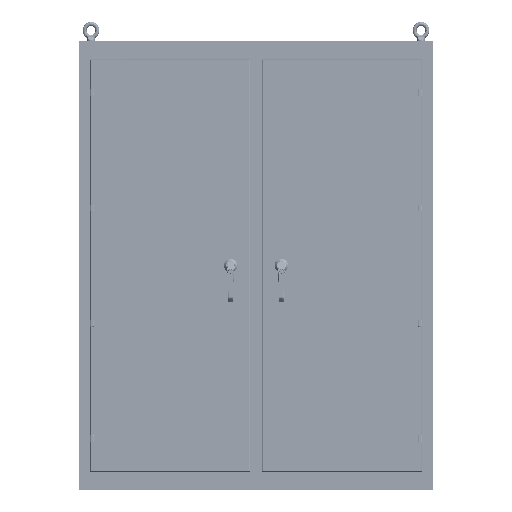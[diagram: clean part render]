
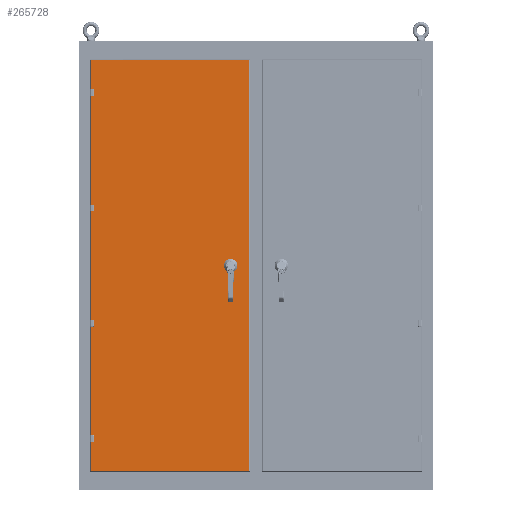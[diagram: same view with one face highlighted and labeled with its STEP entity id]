
A CAD part, top view. The second image highlights one B-rep face of the part: STEP entity #265728.
In plain terms, the highlighted planar face has unit normal (0, 0, 1).
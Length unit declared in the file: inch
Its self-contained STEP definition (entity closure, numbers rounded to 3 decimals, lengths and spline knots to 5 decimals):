
#15471 = VERTEX_POINT ( 'NONE', #88435 ) ;
#29356 = EDGE_CURVE ( 'NONE', #120431, #70006, #238682, .T. ) ;
#47165 = DIRECTION ( 'NONE',  ( 0., 0., 1. ) ) ;
#50591 = DIRECTION ( 'NONE',  ( 0., 0., -1. ) ) ;
#58652 = EDGE_CURVE ( 'NONE', #70006, #15471, #263602, .T. ) ;
#65152 = EDGE_CURVE ( 'NONE', #332829, #120431, #150569, .T. ) ;
#70006 = VERTEX_POINT ( 'NONE', #237022 ) ;
#71731 = AXIS2_PLACEMENT_3D ( 'NONE', #103211, #47165, #267727 ) ;
#72368 = CARTESIAN_POINT ( 'NONE',  ( -13.0312, 31.1122, 10.058 ) ) ;
#74143 = FACE_BOUND ( 'NONE', #231318, .T. ) ;
#88435 = CARTESIAN_POINT ( 'NONE',  ( -1.0753, -31.1122, 10.058 ) ) ;
#103211 = CARTESIAN_POINT ( 'NONE',  ( -3.84301, 0., 10.058 ) ) ;
#111023 = AXIS2_PLACEMENT_3D ( 'NONE', #347348, #50591, #235132 ) ;
#120431 = VERTEX_POINT ( 'NONE', #253978 ) ;
#128638 = CARTESIAN_POINT ( 'NONE',  ( -3.62156, 0., 10.058 ) ) ;
#129029 = EDGE_CURVE ( 'NONE', #269561, #269561, #198980, .T. ) ;
#129632 = CARTESIAN_POINT ( 'NONE',  ( -13.0312, -31.1122, 10.058 ) ) ;
#131767 = VECTOR ( 'NONE', #290757, 39.37008 ) ;
#150569 = LINE ( 'NONE', #257246, #316269 ) ;
#176896 = CARTESIAN_POINT ( 'NONE',  ( -1.0753, 0., 10.058 ) ) ;
#184558 = VECTOR ( 'NONE', #347347, 39.37008 ) ;
#186824 = ORIENTED_EDGE ( 'NONE', *, *, #58652, .F. ) ;
#198980 = CIRCLE ( 'NONE', #71731, 0.22146 ) ;
#202968 = DIRECTION ( 'NONE',  ( 0., 1., 0. ) ) ;
#216269 = LINE ( 'NONE', #129632, #250311 ) ;
#225210 = ORIENTED_EDGE ( 'NONE', *, *, #65152, .F. ) ;
#231318 = EDGE_LOOP ( 'NONE', ( #318162 ) ) ;
#235132 = DIRECTION ( 'NONE',  ( -1., 0., 0. ) ) ;
#237022 = CARTESIAN_POINT ( 'NONE',  ( -1.0753, 31.1122, 10.058 ) ) ;
#238682 = LINE ( 'NONE', #72368, #184558 ) ;
#238683 = FACE_OUTER_BOUND ( 'NONE', #311853, .T. ) ;
#240109 = CARTESIAN_POINT ( 'NONE',  ( -24.98711, -31.1122, 10.058 ) ) ;
#250311 = VECTOR ( 'NONE', #294162, 39.37008 ) ;
#253978 = CARTESIAN_POINT ( 'NONE',  ( -24.98711, 31.1122, 10.058 ) ) ;
#257246 = CARTESIAN_POINT ( 'NONE',  ( -24.98711, 0., 10.058 ) ) ;
#263602 = LINE ( 'NONE', #176896, #131767 ) ;
#264833 = ORIENTED_EDGE ( 'NONE', *, *, #316721, .F. ) ;
#265728 = ADVANCED_FACE ( 'NONE', ( #238683, #74143 ), #349103, .F. ) ;
#266404 = ORIENTED_EDGE ( 'NONE', *, *, #29356, .F. ) ;
#267727 = DIRECTION ( 'NONE',  ( 1., 0., 0. ) ) ;
#269561 = VERTEX_POINT ( 'NONE', #128638 ) ;
#290757 = DIRECTION ( 'NONE',  ( 0., -1., 0. ) ) ;
#294162 = DIRECTION ( 'NONE',  ( -1., 0., 0. ) ) ;
#311853 = EDGE_LOOP ( 'NONE', ( #264833, #186824, #266404, #225210 ) ) ;
#316269 = VECTOR ( 'NONE', #202968, 39.37008 ) ;
#316721 = EDGE_CURVE ( 'NONE', #15471, #332829, #216269, .T. ) ;
#318162 = ORIENTED_EDGE ( 'NONE', *, *, #129029, .F. ) ;
#332829 = VERTEX_POINT ( 'NONE', #240109 ) ;
#347347 = DIRECTION ( 'NONE',  ( 1., 0., 0. ) ) ;
#347348 = CARTESIAN_POINT ( 'NONE',  ( -13.0312, 0., 10.058 ) ) ;
#349103 = PLANE ( 'NONE',  #111023 ) ;
